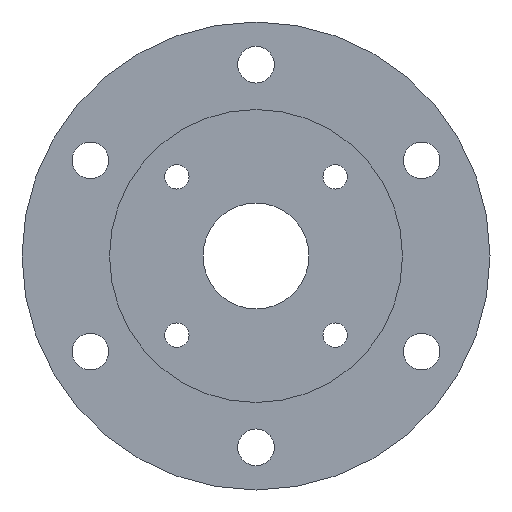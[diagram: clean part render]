
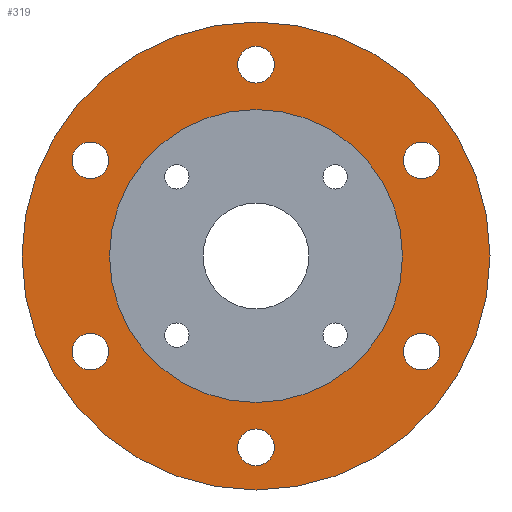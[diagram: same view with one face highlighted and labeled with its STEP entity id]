
A CAD part, front view. The second image highlights one B-rep face of the part: STEP entity #319.
In plain terms, the highlighted planar face has unit normal (0, -1, 0).
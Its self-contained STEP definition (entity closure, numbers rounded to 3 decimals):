
#31=FACE_BOUND('',#89,.T.);
#32=FACE_BOUND('',#90,.T.);
#33=FACE_BOUND('',#91,.T.);
#34=FACE_BOUND('',#92,.T.);
#35=FACE_BOUND('',#93,.T.);
#36=FACE_BOUND('',#94,.T.);
#37=FACE_BOUND('',#95,.T.);
#40=PLANE('',#375);
#56=FACE_OUTER_BOUND('',#88,.T.);
#88=EDGE_LOOP('',(#283));
#89=EDGE_LOOP('',(#284));
#90=EDGE_LOOP('',(#285));
#91=EDGE_LOOP('',(#286));
#92=EDGE_LOOP('',(#287));
#93=EDGE_LOOP('',(#288));
#94=EDGE_LOOP('',(#289));
#95=EDGE_LOOP('',(#290));
#122=CIRCLE('',#335,18.);
#130=CIRCLE('',#345,2.25);
#132=CIRCLE('',#348,2.25);
#135=CIRCLE('',#353,2.25);
#137=CIRCLE('',#356,2.25);
#142=CIRCLE('',#365,2.25);
#144=CIRCLE('',#368,2.25);
#147=CIRCLE('',#373,28.75);
#148=VERTEX_POINT('',#477);
#156=VERTEX_POINT('',#496);
#158=VERTEX_POINT('',#502);
#161=VERTEX_POINT('',#512);
#163=VERTEX_POINT('',#518);
#168=VERTEX_POINT('',#536);
#170=VERTEX_POINT('',#542);
#173=VERTEX_POINT('',#552);
#174=EDGE_CURVE('',#148,#148,#122,.T.);
#184=EDGE_CURVE('',#156,#156,#130,.T.);
#187=EDGE_CURVE('',#158,#158,#132,.T.);
#192=EDGE_CURVE('',#161,#161,#135,.T.);
#195=EDGE_CURVE('',#163,#163,#137,.T.);
#204=EDGE_CURVE('',#168,#168,#142,.T.);
#207=EDGE_CURVE('',#170,#170,#144,.T.);
#212=EDGE_CURVE('',#173,#173,#147,.T.);
#283=ORIENTED_EDGE('',*,*,#212,.F.);
#284=ORIENTED_EDGE('',*,*,#174,.T.);
#285=ORIENTED_EDGE('',*,*,#207,.F.);
#286=ORIENTED_EDGE('',*,*,#204,.F.);
#287=ORIENTED_EDGE('',*,*,#195,.F.);
#288=ORIENTED_EDGE('',*,*,#192,.F.);
#289=ORIENTED_EDGE('',*,*,#187,.F.);
#290=ORIENTED_EDGE('',*,*,#184,.F.);
#319=ADVANCED_FACE('',(#56,#31,#32,#33,#34,#35,#36,#37),#40,.F.);
#335=AXIS2_PLACEMENT_3D('',#478,#380,#381);
#345=AXIS2_PLACEMENT_3D('',#498,#402,#403);
#348=AXIS2_PLACEMENT_3D('',#504,#409,#410);
#353=AXIS2_PLACEMENT_3D('',#514,#421,#422);
#356=AXIS2_PLACEMENT_3D('',#520,#428,#429);
#365=AXIS2_PLACEMENT_3D('',#538,#450,#451);
#368=AXIS2_PLACEMENT_3D('',#544,#457,#458);
#373=AXIS2_PLACEMENT_3D('',#554,#469,#470);
#375=AXIS2_PLACEMENT_3D('',#556,#473,#474);
#380=DIRECTION('center_axis',(0.,1.,0.));
#381=DIRECTION('ref_axis',(1.,0.,0.));
#402=DIRECTION('center_axis',(0.,-1.,0.));
#403=DIRECTION('ref_axis',(1.,0.,0.));
#409=DIRECTION('center_axis',(0.,-1.,0.));
#410=DIRECTION('ref_axis',(1.,0.,0.));
#421=DIRECTION('center_axis',(0.,-1.,0.));
#422=DIRECTION('ref_axis',(1.,0.,0.));
#428=DIRECTION('center_axis',(0.,-1.,0.));
#429=DIRECTION('ref_axis',(1.,0.,0.));
#450=DIRECTION('center_axis',(0.,-1.,0.));
#451=DIRECTION('ref_axis',(1.,0.,0.));
#457=DIRECTION('center_axis',(0.,-1.,0.));
#458=DIRECTION('ref_axis',(1.,0.,0.));
#469=DIRECTION('center_axis',(0.,1.,0.));
#470=DIRECTION('ref_axis',(1.,0.,0.));
#473=DIRECTION('center_axis',(0.,1.,0.));
#474=DIRECTION('ref_axis',(1.,0.,0.));
#477=CARTESIAN_POINT('',(-18.,0.,0.));
#478=CARTESIAN_POINT('Origin',(0.,0.,0.));
#496=CARTESIAN_POINT('',(18.102,0.,11.75));
#498=CARTESIAN_POINT('Origin',(20.352,0.,11.75));
#502=CARTESIAN_POINT('',(-2.25,0.,-23.5));
#504=CARTESIAN_POINT('Origin',(0.,0.,-23.5));
#512=CARTESIAN_POINT('',(-22.602,0.,-11.75));
#514=CARTESIAN_POINT('Origin',(-20.352,0.,-11.75));
#518=CARTESIAN_POINT('',(-2.25,0.,23.5));
#520=CARTESIAN_POINT('Origin',(0.,0.,23.5));
#536=CARTESIAN_POINT('',(18.102,0.,-11.75));
#538=CARTESIAN_POINT('Origin',(20.352,0.,-11.75));
#542=CARTESIAN_POINT('',(-22.602,0.,11.75));
#544=CARTESIAN_POINT('Origin',(-20.352,0.,11.75));
#552=CARTESIAN_POINT('',(-28.75,0.,0.));
#554=CARTESIAN_POINT('Origin',(0.,0.,0.));
#556=CARTESIAN_POINT('Origin',(0.,0.,0.));
